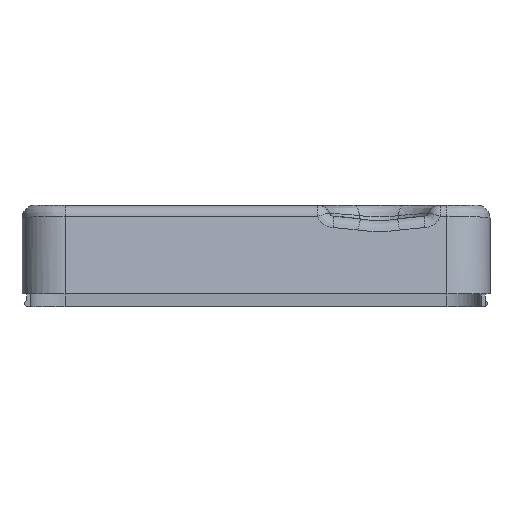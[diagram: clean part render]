
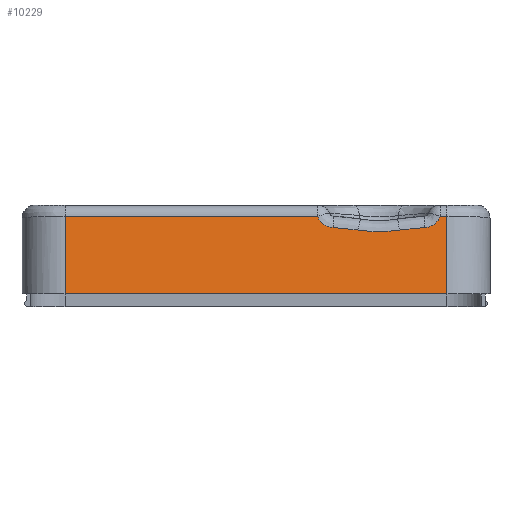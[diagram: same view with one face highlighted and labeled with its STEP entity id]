
A CAD part, front view. The second image highlights one B-rep face of the part: STEP entity #10229.
In plain terms, the highlighted planar face has unit normal (0, -0.99, 0.139).
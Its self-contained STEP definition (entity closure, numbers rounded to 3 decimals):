
#4604=VERTEX_POINT('',#4605);
#4605=CARTESIAN_POINT('',(45.052,-81.563,32.018));
#4643=VERTEX_POINT('',#4644);
#4644=CARTESIAN_POINT('',(41.396,-81.93,29.406));
#4651=EDGE_CURVE('',#4643,#4604,#4652,.F.);
#4652=B_SPLINE_CURVE_WITH_KNOTS('',2,(#4653,#4654,#4655,#4656,#4657,#4658,#4659,#4660,#4661),.UNSPECIFIED.,.F.,.U.,(3,2,2,2,3),(0.0,0.25,0.5,0.75,1.0),.PIECEWISE_BEZIER_KNOTS.);
#4653=CARTESIAN_POINT('',(45.052,-81.563,32.018));
#4654=CARTESIAN_POINT('',(44.848,-81.64,31.467));
#4655=CARTESIAN_POINT('',(44.495,-81.706,30.998));
#4656=CARTESIAN_POINT('',(44.125,-81.775,30.508));
#4657=CARTESIAN_POINT('',(43.625,-81.825,30.15));
#4658=CARTESIAN_POINT('',(43.125,-81.876,29.793));
#4659=CARTESIAN_POINT('',(42.541,-81.902,29.602));
#4660=CARTESIAN_POINT('',(41.984,-81.928,29.421));
#4661=CARTESIAN_POINT('',(41.396,-81.93,29.406));
#4700=VERTEX_POINT('',#4701);
#4701=CARTESIAN_POINT('',(35.62,-82.01,28.835));
#4708=EDGE_CURVE('',#4700,#4643,#4709,.F.);
#4709=B_SPLINE_CURVE_WITH_KNOTS('',2,(#4710,#4711,#4712),.UNSPECIFIED.,.F.,.U.,(3,3),(0.0,1.0),.PIECEWISE_BEZIER_KNOTS.);
#4710=CARTESIAN_POINT('',(41.396,-81.93,29.406));
#4711=CARTESIAN_POINT('',(38.487,-81.94,29.336));
#4712=CARTESIAN_POINT('',(35.62,-82.01,28.835));
#4741=VERTEX_POINT('',#4742);
#4742=CARTESIAN_POINT('',(25.98,-82.01,28.835));
#4749=EDGE_CURVE('',#4741,#4700,#4750,.F.);
#4750=B_SPLINE_CURVE_WITH_KNOTS('',2,(#4751,#4752,#4753,#4754,#4755),.UNSPECIFIED.,.F.,.U.,(3,2,3),(0.0,0.5,1.0),.PIECEWISE_BEZIER_KNOTS.);
#4751=CARTESIAN_POINT('',(35.62,-82.01,28.835));
#4752=CARTESIAN_POINT('',(33.228,-82.069,28.418));
#4753=CARTESIAN_POINT('',(30.8,-82.069,28.418));
#4754=CARTESIAN_POINT('',(28.373,-82.069,28.417));
#4755=CARTESIAN_POINT('',(25.98,-82.01,28.835));
#4785=VERTEX_POINT('',#4786);
#4786=CARTESIAN_POINT('',(20.204,-81.93,29.406));
#4793=EDGE_CURVE('',#4785,#4741,#4794,.F.);
#4794=B_SPLINE_CURVE_WITH_KNOTS('',2,(#4795,#4796,#4797),.UNSPECIFIED.,.F.,.U.,(3,3),(0.0,1.0),.PIECEWISE_BEZIER_KNOTS.);
#4795=CARTESIAN_POINT('',(25.98,-82.01,28.835));
#4796=CARTESIAN_POINT('',(23.113,-81.94,29.336));
#4797=CARTESIAN_POINT('',(20.204,-81.93,29.406));
#4819=VERTEX_POINT('',#4820);
#4820=CARTESIAN_POINT('',(-42.1,-84.095,14.0));
#4953=VERTEX_POINT('',#4954);
#4954=CARTESIAN_POINT('',(46.6,-84.095,14.0));
#4961=EDGE_CURVE('',#4953,#4819,#4962,.F.);
#4962=LINE('',#4963,#4964);
#4963=CARTESIAN_POINT('',(0.0,-84.095,14.0));
#4964=VECTOR('',#4965,1.0);
#4965=DIRECTION('',(1.0,0.0,0.0));
#4995=VERTEX_POINT('',#4996);
#4996=CARTESIAN_POINT('',(16.548,-81.563,32.018));
#5015=EDGE_CURVE('',#4995,#4785,#5016,.F.);
#5016=B_SPLINE_CURVE_WITH_KNOTS('',2,(#5017,#5018,#5019,#5020,#5021,#5022,#5023,#5024,#5025),.UNSPECIFIED.,.F.,.U.,(3,2,2,2,3),(0.0,0.25,0.5,0.75,1.0),.PIECEWISE_BEZIER_KNOTS.);
#5017=CARTESIAN_POINT('',(20.204,-81.93,29.406));
#5018=CARTESIAN_POINT('',(19.617,-81.928,29.421));
#5019=CARTESIAN_POINT('',(19.059,-81.902,29.602));
#5020=CARTESIAN_POINT('',(18.476,-81.876,29.793));
#5021=CARTESIAN_POINT('',(17.975,-81.825,30.15));
#5022=CARTESIAN_POINT('',(17.475,-81.775,30.507));
#5023=CARTESIAN_POINT('',(17.105,-81.706,30.998));
#5024=CARTESIAN_POINT('',(16.752,-81.64,31.466));
#5025=CARTESIAN_POINT('',(16.548,-81.563,32.018));
#9994=EDGE_CURVE('',#4604,#9995,#9997,.F.);
#9995=VERTEX_POINT('',#9996);
#9996=CARTESIAN_POINT('',(46.6,-81.563,32.018));
#9997=LINE('',#9998,#9999);
#9998=CARTESIAN_POINT('',(0.0,-81.563,32.018));
#9999=VECTOR('',#10000,1.0);
#10000=DIRECTION('',(-1.0,0.0,0.0));
#10026=EDGE_CURVE('',#9995,#4953,#10027,.F.);
#10027=LINE('',#10028,#10029);
#10028=CARTESIAN_POINT('',(46.6,-81.2,34.6));
#10029=VECTOR('',#10030,1.0);
#10030=DIRECTION('',(0.0,0.139,0.99));
#10204=EDGE_CURVE('',#4819,#10205,#10207,.F.);
#10205=VERTEX_POINT('',#10206);
#10206=CARTESIAN_POINT('',(-42.1,-81.563,32.018));
#10207=LINE('',#10208,#10209);
#10208=CARTESIAN_POINT('',(-42.1,-81.2,34.6));
#10209=VECTOR('',#10210,1.0);
#10210=DIRECTION('',(0.0,-0.139,-0.99));
#10229=ADVANCED_FACE('',(#10230),#10247,.T.);
#10230=FACE_BOUND('',#10231,.T.);
#10231=EDGE_LOOP('',(#10232,#10233,#10234,#10235,#10236,#10237,#10238,#10239,#10240,#10246));
#10232=ORIENTED_EDGE('',*,*,#4961,.F.);
#10233=ORIENTED_EDGE('',*,*,#10026,.F.);
#10234=ORIENTED_EDGE('',*,*,#9994,.F.);
#10235=ORIENTED_EDGE('',*,*,#4651,.F.);
#10236=ORIENTED_EDGE('',*,*,#4708,.F.);
#10237=ORIENTED_EDGE('',*,*,#4749,.F.);
#10238=ORIENTED_EDGE('',*,*,#4793,.F.);
#10239=ORIENTED_EDGE('',*,*,#5015,.F.);
#10240=ORIENTED_EDGE('',*,*,#10241,.T.);
#10241=EDGE_CURVE('',#4995,#10205,#10242,.F.);
#10242=LINE('',#10243,#10244);
#10243=CARTESIAN_POINT('',(0.0,-81.563,32.018));
#10244=VECTOR('',#10245,1.0);
#10245=DIRECTION('',(1.0,0.0,0.0));
#10246=ORIENTED_EDGE('',*,*,#10204,.F.);
#10247=PLANE('',#10248);
#10248=AXIS2_PLACEMENT_3D('',#10249,#10250,#10251);
#10249=CARTESIAN_POINT('',(0.0,-81.2,34.6));
#10250=DIRECTION('',(0.0,-0.99,0.139));
#10251=DIRECTION('',(0.0,-0.139,-0.99));
